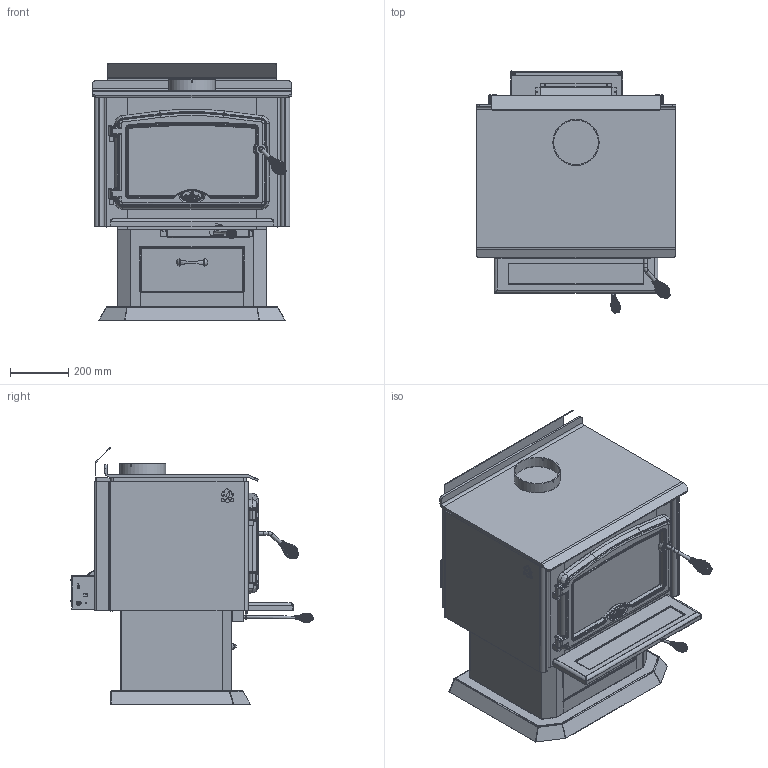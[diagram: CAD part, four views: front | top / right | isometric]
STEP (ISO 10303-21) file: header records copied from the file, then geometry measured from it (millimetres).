
FILE_DESCRIPTION( ( 'Unknown' ), '1' );
FILE_NAME( 'OB02010-PEDESTAL-CAD.stp', 'Unknown', ( 'Jean-Philippe Alain' ), ( 'SBI' ), 'PSStep 14.0', 'Solid Edge', ' ' );
FILE_SCHEMA( ( 'AUTOMOTIVE_DESIGN { 1 0 10303 214 1 1 1 1 }' ) );
Length unit declared in the file: inch
Products named in the file (36): SE53537-oa4; PL53537; SE53560-oa1; PL53560; PL53561; PL53563; SE65521-oa3; PL65522; OA10225-oa5; PL65574; PL65575; PL65541; PL65542; 28062; PL53709; SE24124-oa0; 24124; PL65576; Assem1; 30105P; 30734; PL53706; PL53705; SE53597; 30450; 24125; PL53503; 24221; 30737; 30737-oa2; PL65545; PL65554; PL53701; PL65539; PL65524; PL65540
Assembly tree (35 placements, depth 4):
  Assem1
    30105P
    30734
    PL53706
    PL53705
    SE53597
    30450
    24125
    PL53503
    24221
    30737
    30737-oa2
    PL65545
    PL65554
    PL53701
    PL65539
    PL65524
    PL65540
    SE24124-oa0
      24124
      PL65576
    SE53560-oa1
      PL53560
      PL53561
      PL53563
    SE65521-oa3
      PL65522
    OA10225-oa5
      PL65574
      PL65575
      PL65541
      PL65542
      28062
      PL53709
      SE53537-oa4
        PL53537
Bounding box: 685.8 x 834 x 882.89 mm (x, y, z)
Surface area: 8658406.4 mm2 (no closed solid volume)
Topology: 0 solids, 2669 shells, 2669 faces, 13186 edges, 12973 vertices
Faces by surface type: plane 1171, cylinder 854, bspline 387, torus 166, cone 69, sphere 21, extrusion 1
Full cylindrical faces by diameter (mm): 3.175 x8, 3.307 x14, 3.556 x5, 3.904 x2, 3.962 x10, 3.988 x2, 4.216 x3, 4.775 x1, 4.965 x1, 5.156 x3, 5.537 x2, 5.563 x1, 6.35 x16, 7.925 x2, 7.938 x2, 8.331 x2, 9.525 x1, 9.804 x1, 10.16 x1, 11.243 x4, 11.326 x1, 12.7 x4, 14.296 x2, 17.462 x1, 117.475 x1, 153.162 x1, 158.75 x1
Entity records: 192720 total; most frequent: CARTESIAN_POINT 72241, DIRECTION 21347, ORIENTED_EDGE 12906, EDGE_CURVE 12906, VERTEX_POINT 12906, VECTOR 7285, LINE 7284, AXIS2_PLACEMENT_3D 7031
